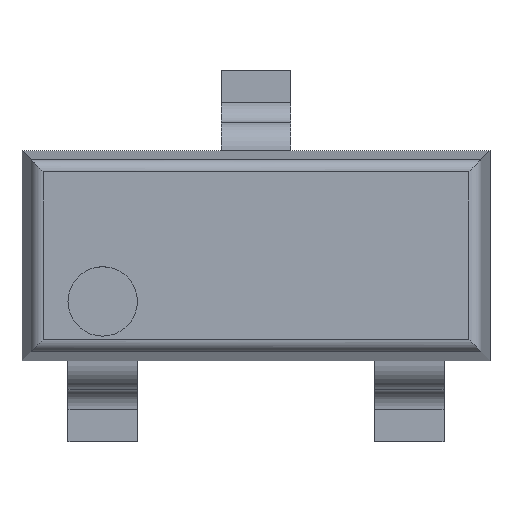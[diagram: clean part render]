
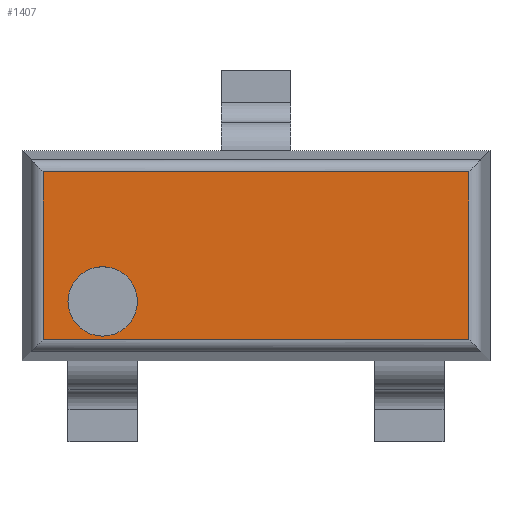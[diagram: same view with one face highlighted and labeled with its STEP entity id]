
A CAD part, top view. The second image highlights one B-rep face of the part: STEP entity #1407.
In plain terms, the highlighted planar face has unit normal (0, 0, 1).
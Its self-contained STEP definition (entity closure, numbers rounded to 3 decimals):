
#1407 = ADVANCED_FACE('',(#1408,#1428),#1462,.F.);
#1408 = FACE_BOUND('',#1409,.T.);
#1409 = EDGE_LOOP('',(#1410,#1421));
#1410 = ORIENTED_EDGE('',*,*,#1411,.F.);
#1411 = EDGE_CURVE('',#1412,#1414,#1416,.T.);
#1412 = VERTEX_POINT('',#1413);
#1413 = CARTESIAN_POINT('',(-0.95,-0.498,1.1));
#1414 = VERTEX_POINT('',#1415);
#1415 = CARTESIAN_POINT('',(-0.95,-0.068,1.1));
#1416 = CIRCLE('',#1417,0.215);
#1417 = AXIS2_PLACEMENT_3D('',#1418,#1419,#1420);
#1418 = CARTESIAN_POINT('',(-0.95,-0.283,1.1));
#1419 = DIRECTION('',(0.,0.,1.));
#1420 = DIRECTION('',(0.,-1.,0.));
#1421 = ORIENTED_EDGE('',*,*,#1422,.F.);
#1422 = EDGE_CURVE('',#1414,#1412,#1423,.T.);
#1423 = CIRCLE('',#1424,0.215);
#1424 = AXIS2_PLACEMENT_3D('',#1425,#1426,#1427);
#1425 = CARTESIAN_POINT('',(-0.95,-0.283,1.1));
#1426 = DIRECTION('',(0.,0.,1.));
#1427 = DIRECTION('',(0.,-1.,0.));
#1428 = FACE_BOUND('',#1429,.T.);
#1429 = EDGE_LOOP('',(#1430,#1440,#1448,#1456));
#1430 = ORIENTED_EDGE('',*,*,#1431,.T.);
#1431 = EDGE_CURVE('',#1432,#1434,#1436,.T.);
#1432 = VERTEX_POINT('',#1433);
#1433 = CARTESIAN_POINT('',(1.319,-0.519,1.1));
#1434 = VERTEX_POINT('',#1435);
#1435 = CARTESIAN_POINT('',(1.319,0.519,1.1));
#1436 = LINE('',#1437,#1438);
#1437 = CARTESIAN_POINT('',(1.319,0.583,1.1));
#1438 = VECTOR('',#1439,1.);
#1439 = DIRECTION('',(0.,1.,0.));
#1440 = ORIENTED_EDGE('',*,*,#1441,.T.);
#1441 = EDGE_CURVE('',#1434,#1442,#1444,.T.);
#1442 = VERTEX_POINT('',#1443);
#1443 = CARTESIAN_POINT('',(-1.319,0.519,1.1));
#1444 = LINE('',#1445,#1446);
#1445 = CARTESIAN_POINT('',(-1.383,0.519,1.1));
#1446 = VECTOR('',#1447,1.);
#1447 = DIRECTION('',(-1.,0.,0.));
#1448 = ORIENTED_EDGE('',*,*,#1449,.T.);
#1449 = EDGE_CURVE('',#1442,#1450,#1452,.T.);
#1450 = VERTEX_POINT('',#1451);
#1451 = CARTESIAN_POINT('',(-1.319,-0.519,1.1));
#1452 = LINE('',#1453,#1454);
#1453 = CARTESIAN_POINT('',(-1.319,-0.583,1.1));
#1454 = VECTOR('',#1455,1.);
#1455 = DIRECTION('',(0.,-1.,0.));
#1456 = ORIENTED_EDGE('',*,*,#1457,.T.);
#1457 = EDGE_CURVE('',#1450,#1432,#1458,.T.);
#1458 = LINE('',#1459,#1460);
#1459 = CARTESIAN_POINT('',(1.383,-0.519,1.1));
#1460 = VECTOR('',#1461,1.);
#1461 = DIRECTION('',(1.,0.,0.));
#1462 = PLANE('',#1463);
#1463 = AXIS2_PLACEMENT_3D('',#1464,#1465,#1466);
#1464 = CARTESIAN_POINT('',(0.35,-0.043,1.1));
#1465 = DIRECTION('',(0.,0.,-1.));
#1466 = DIRECTION('',(0.,1.,0.));
